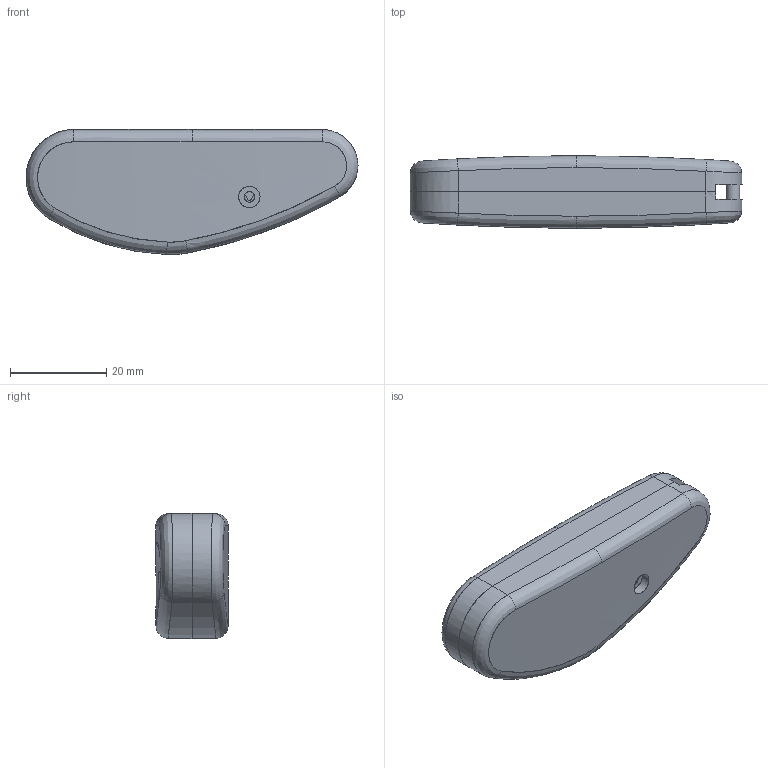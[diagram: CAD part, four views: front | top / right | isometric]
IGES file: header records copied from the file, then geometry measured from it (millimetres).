
Start section: SolidWorks IGES file using analytic representation for surfaces
Global section: file name: P 24.IGS; native system: SolidWorks 2009; preprocessor: SolidWorks 2009; author: user; date: 101014.130113; units: millimetre
Bounding box: 68.97 x 15 x 25.99 mm (x, y, z)
Surface area: 10819.2 mm2 (no closed solid volume)
Topology: 0 solids, 0 shells, 284 faces, 4171 edges, 4166 vertices
Faces by surface type: revolution 147, bspline 137
